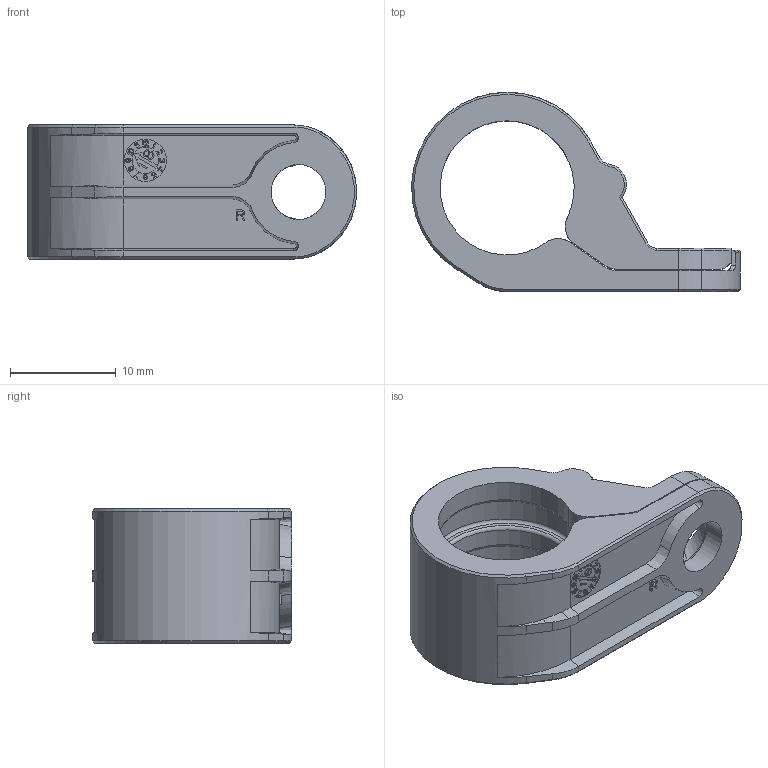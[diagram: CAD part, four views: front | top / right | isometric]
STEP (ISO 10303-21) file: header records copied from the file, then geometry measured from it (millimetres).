
FILE_DESCRIPTION((''),'2;1');
FILE_NAME('3506_8X14_5XX-FERME','2020-02-25T',('presta_be4'),(''),'CREO PARAMETRIC BY PTC INC, 2018360','CREO PARAMETRIC BY PTC INC, 2018360','');
FILE_SCHEMA(('CONFIG_CONTROL_DESIGN'));
Length unit declared in the file: millimetre
Products named in the file (1): 3506_8X14_5XX-FERME
Bounding box: 31.12 x 18.85 x 12.7 mm (x, y, z)
Volume: 2027.9 mm3; surface area: 2714.4 mm2
Topology: 1 solids, 1 shells, 774 faces, 2155 edges, 1413 vertices
Faces by surface type: plane 644, cylinder 54, cone 33, bspline 24, torus 19
Entity records: 26957 total; most frequent: CARTESIAN_POINT 7301, ORIENTED_EDGE 4310, DIRECTION 3667, EDGE_CURVE 2155, VECTOR 1865, LINE 1865, VERTEX_POINT 1413, AXIS2_PLACEMENT_3D 901
